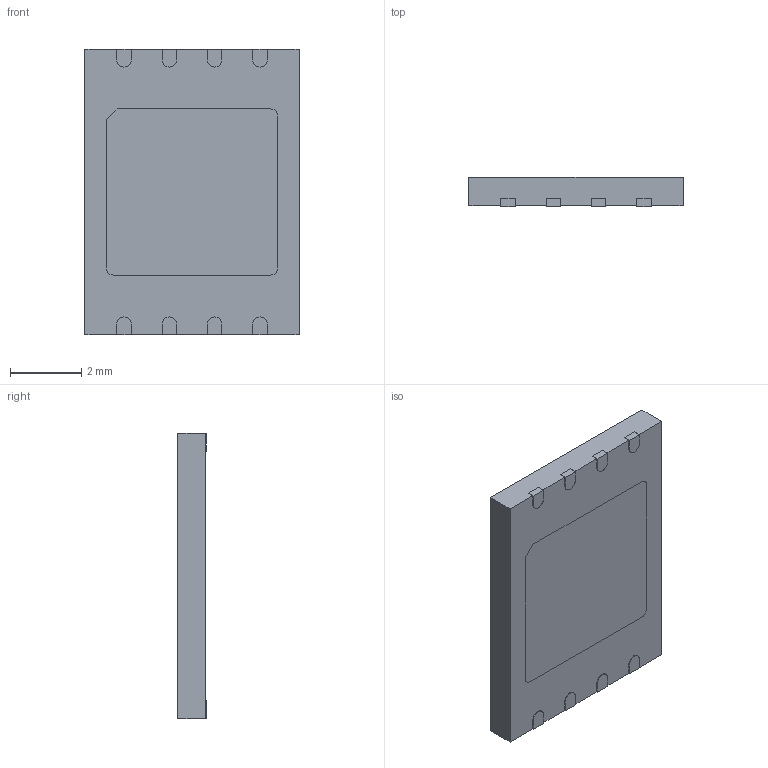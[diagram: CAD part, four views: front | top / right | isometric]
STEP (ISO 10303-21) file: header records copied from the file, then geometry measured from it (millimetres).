
FILE_DESCRIPTION (( 'STEP AP214' ), '1' );
FILE_NAME ('S25FL256SAGNFI001.STEP', '2018-04-25T14:09:50', ( '' ), ( '' ), 'SwSTEP 2.0', 'SolidWorks 2017', '' );
FILE_SCHEMA (( 'AUTOMOTIVE_DESIGN' ));
Length unit declared in the file: millimetre
Products named in the file (1): S25FL256SAGNFI001
Bounding box: 6 x 0.8 x 8 mm (x, y, z)
Volume: 37.5 mm3; surface area: 172.9 mm2
Topology: 10 solids, 10 shells, 116 faces, 282 edges, 188 vertices
Faces by surface type: plane 84, cylinder 32
Entity records: 3505 total; most frequent: CARTESIAN_POINT 587, DIRECTION 580, ORIENTED_EDGE 564, EDGE_CURVE 282, VECTOR 218, LINE 218, VERTEX_POINT 188, AXIS2_PLACEMENT_3D 181
